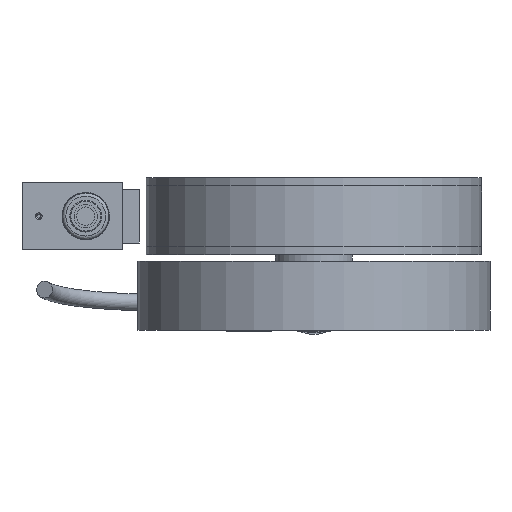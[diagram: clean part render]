
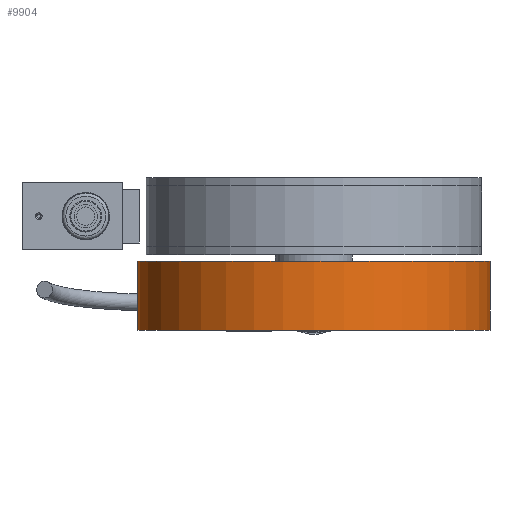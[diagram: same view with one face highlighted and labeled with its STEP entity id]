
A CAD part, left-side view. The second image highlights one B-rep face of the part: STEP entity #9904.
In plain terms, the highlighted cylindrical face has radius 52.5 mm (diameter 105 mm), a full revolution.
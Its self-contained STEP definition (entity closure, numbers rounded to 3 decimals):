
#172 = EDGE_CURVE ( 'NONE', #1898, #1898, #15351, .T. ) ;
#1898 = VERTEX_POINT ( 'NONE', #9061 ) ;
#1902 = CARTESIAN_POINT ( 'NONE',  ( 25., 0., 0. ) ) ;
#2821 = CARTESIAN_POINT ( 'NONE',  ( 0., 0., 0. ) ) ;
#2936 = FACE_OUTER_BOUND ( 'NONE', #12724, .T. ) ;
#3495 = DIRECTION ( 'NONE',  ( -1., 0., 0. ) ) ;
#4273 = ORIENTED_EDGE ( 'NONE', *, *, #8456, .T. ) ;
#4783 = DIRECTION ( 'NONE',  ( 0., 0., 1. ) ) ;
#7619 = DIRECTION ( 'NONE',  ( 0., 0., 1. ) ) ;
#7914 = CARTESIAN_POINT ( 'NONE',  ( 45.5, 0., 52.5 ) ) ;
#8456 = EDGE_CURVE ( 'NONE', #9657, #9657, #13868, .T. ) ;
#9061 = CARTESIAN_POINT ( 'NONE',  ( 25., 0., 52.5 ) ) ;
#9657 = VERTEX_POINT ( 'NONE', #7914 ) ;
#9834 = AXIS2_PLACEMENT_3D ( 'NONE', #11415, #20094, #7619 ) ;
#9904 = ADVANCED_FACE ( 'NONE', ( #20387, #2936 ), #18529, .T. ) ;
#11415 = CARTESIAN_POINT ( 'NONE',  ( 45.5, 0., 0. ) ) ;
#12213 = EDGE_LOOP ( 'NONE', ( #18090 ) ) ;
#12724 = EDGE_LOOP ( 'NONE', ( #4273 ) ) ;
#13868 = CIRCLE ( 'NONE', #9834, 52.5 ) ;
#13940 = AXIS2_PLACEMENT_3D ( 'NONE', #2821, #22023, #4783 ) ;
#14974 = AXIS2_PLACEMENT_3D ( 'NONE', #1902, #3495, #17946 ) ;
#15351 = CIRCLE ( 'NONE', #14974, 52.5 ) ;
#17946 = DIRECTION ( 'NONE',  ( 0., 0., 1. ) ) ;
#18090 = ORIENTED_EDGE ( 'NONE', *, *, #172, .F. ) ;
#18529 = CYLINDRICAL_SURFACE ( 'NONE', #13940, 52.5 ) ;
#20094 = DIRECTION ( 'NONE',  ( -1., 0., 0. ) ) ;
#20387 = FACE_OUTER_BOUND ( 'NONE', #12213, .T. ) ;
#22023 = DIRECTION ( 'NONE',  ( -1., 0., 0. ) ) ;
